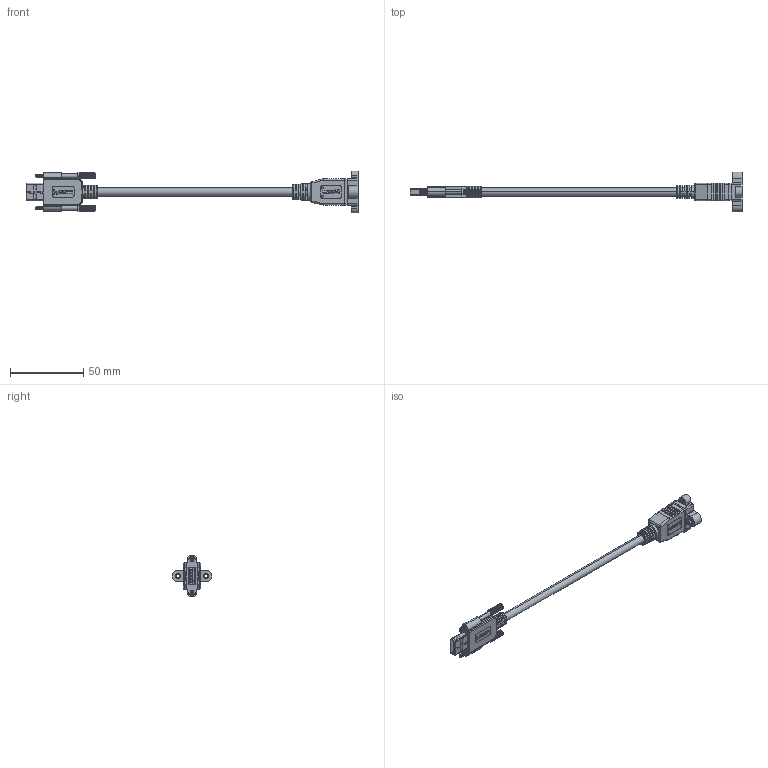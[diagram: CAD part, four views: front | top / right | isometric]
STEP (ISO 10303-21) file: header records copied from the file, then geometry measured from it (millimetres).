
FILE_DESCRIPTION (( 'STEP AP214' ), '1' );
FILE_NAME ('UPMVISAA30.STEP', '2015-09-30T14:24:46', ( 'L-Com' ), ( 'L-Com Global Connectivity' ), 'SwSTEP 2.0', 'SolidWorks 2014', '' );
FILE_SCHEMA (( 'AUTOMOTIVE_DESIGN' ));
Length unit declared in the file: inch
Products named in the file (20): 1AA05-047___; 1AA05-047-MA1___; 1AA05-047-MA2___; MTN-810; MTN-814; VIS USB A 3.0 SHORT BODY; 1AA05-046-MA3; V30 SHELL; 1AJ06-089; 3AC08-027; MTN-929; UPMVISAA30; PEM INSERT M2-0.4; STKB-440-4; MTN-929_WITHOUT CBL; MTN-931_WITHOUT CBL; MTN-595; MTN-(USB3.0 STD A F END PREMOLD
Assembly tree (22 placements, depth 5):
  UPMVISAA30
    3AC08-027
    MTN-810
      MTN-810
      1AJ06-089  x2
      MTN-814
        MTN-814
        VIS USB A 3.0 SHORT BODY
          V30 SHELL
          1AA05-046-MA3
    MTN-929
      MTN-595
        1AA05-047___
          1AA05-047-MA2___
          1AA05-047-MA1___
        MTN-(USB3.0 STD A F END PREMOLD
      MTN-931_WITHOUT CBL
      MTN-929_WITHOUT CBL
      STKB-440-4  x2
      PEM INSERT M2-0.4  x2
Bounding box: 226.78 x 27.18 x 28.6 mm (x, y, z)
Volume: 18281.8 mm3; surface area: 17778.2 mm2
Topology: 30 solids, 30 shells, 2854 faces, 7739 edges, 5034 vertices
Faces by surface type: plane 1594, cylinder 847, bspline 259, cone 94, sphere 32, torus 28
Entity records: 101783 total; most frequent: CARTESIAN_POINT 31510, ORIENTED_EDGE 14020, DIRECTION 12100, EDGE_CURVE 7010, LINE 4912, VECTOR 4912, VERTEX_POINT 4587, AXIS2_PLACEMENT_3D 3594
